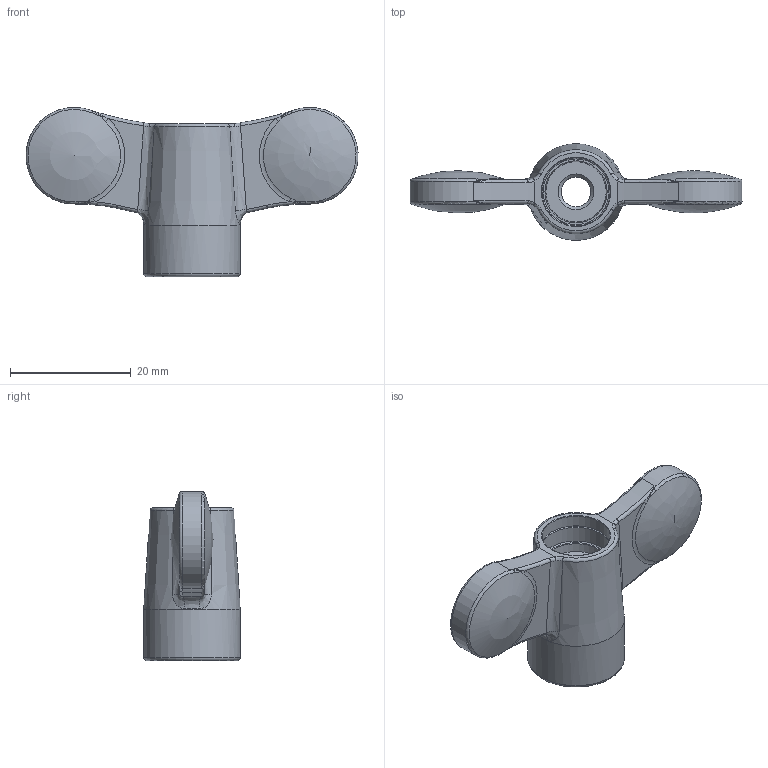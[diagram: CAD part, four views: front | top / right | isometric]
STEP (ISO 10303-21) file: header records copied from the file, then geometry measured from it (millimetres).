
FILE_DESCRIPTION( ( 'Unknown' ), '1' );
FILE_NAME( '6398010_GF55_FP_M06.stp', 'Unknown', ( 'Unknown' ), ( 'Unknown' ), 'PSStep 11.0', 'Unknown', ' ' );
FILE_SCHEMA( ( 'AUTOMOTIVE_DESIGN { 1 0 10303 214 1 1 1 1 }' ) );
Length unit declared in the file: millimetre
Products named in the file (1): 6398010
Bounding box: 54.97 x 16 x 28 mm (x, y, z)
Volume: 6554.3 mm3; surface area: 3436.5 mm2
Topology: 1 solids, 1 shells, 112 faces, 280 edges, 160 vertices
Faces by surface type: bspline 60, torus 22, cylinder 14, plane 10, cone 4, sphere 2
Full cylindrical faces by diameter (mm): 4.917 x1, 11.3 x2, 16 x1
Entity records: 8506 total; most frequent: CARTESIAN_POINT 5515, ORIENTED_EDGE 486, DIRECTION 348, EDGE_CURVE 243, AXIS2_PLACEMENT_3D 166, VERTEX_POINT 149, EDGE_LOOP 128, FACE_OUTER_BOUND 120
